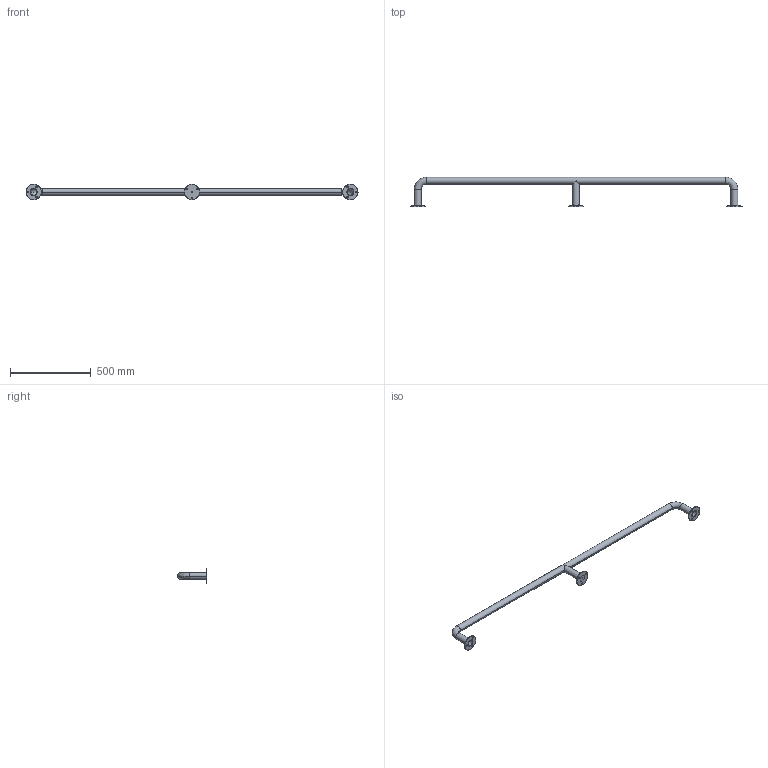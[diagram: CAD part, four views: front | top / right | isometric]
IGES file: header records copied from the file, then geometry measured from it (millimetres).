
Start section: IGES file generated from Kompas 1.0 for Windows drawing by the IGES translator from Ascon Ltd., translator version IGESOUT-5.1.
Global section: file name: 2-42.igs,28; native system: HKompas( 32 bit ) for Windows; preprocessor: 1.0; author: unknown; organization: unknown; date: -17850614:093643; units: millimetre
Bounding box: 2052.5 x 181.25 x 95 mm (x, y, z)
Volume: 402514.3 mm3; surface area: 666630 mm2
Topology: 7 solids, 7 shells, 86 faces, 190 edges, 118 vertices
Faces by surface type: revolution 73, bspline 13
